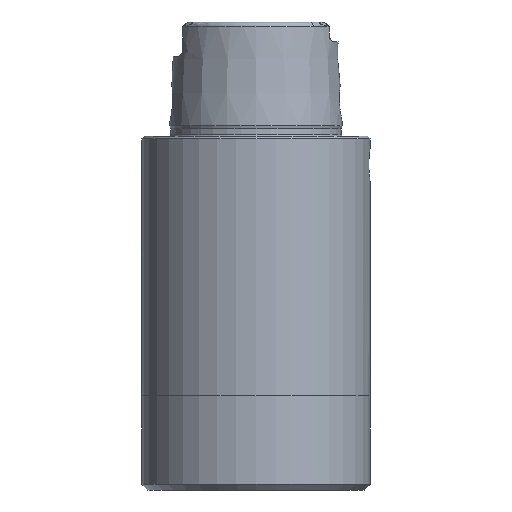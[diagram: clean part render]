
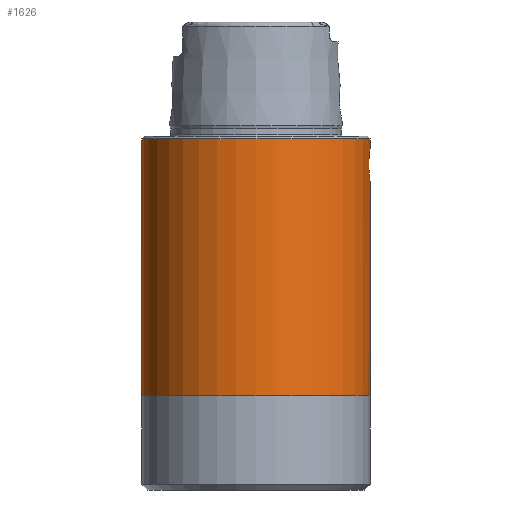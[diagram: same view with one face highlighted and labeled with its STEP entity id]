
A CAD part, left-side view. The second image highlights one B-rep face of the part: STEP entity #1626.
In plain terms, the highlighted cylindrical face has radius 20 mm (diameter 40 mm), a full revolution.
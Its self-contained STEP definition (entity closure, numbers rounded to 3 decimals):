
#68=CYLINDRICAL_SURFACE('',#1753,20.);
#119=B_SPLINE_CURVE_WITH_KNOTS('',3,(#2658,#2659,#2660,#2661,#2662,#2663,
#2664,#2665,#2666,#2667,#2668),.UNSPECIFIED.,.T.,.F.,(1,1,1,1,1,1,1,1,1,
1,1,1,1,1,1),(-0.007,-0.005,-0.002,
0.,0.002,0.005,0.007,0.009,
0.012,0.014,0.016,0.019,
0.021,0.023,0.026),.UNSPECIFIED.);
#120=B_SPLINE_CURVE_WITH_KNOTS('',3,(#2670,#2671,#2672,#2673,#2674,#2675,
#2676,#2677,#2678,#2679,#2680),.UNSPECIFIED.,.T.,.F.,(1,1,1,1,1,1,1,1,1,
1,1,1,1,1,1),(-0.002,-0.002,-0.001,
0.,0.001,0.002,0.002,
0.003,0.004,0.005,0.005,
0.006,0.007,0.008,0.008),
 .UNSPECIFIED.);
#416=ORIENTED_EDGE('',*,*,#619,.F.);
#417=ORIENTED_EDGE('',*,*,#620,.T.);
#418=ORIENTED_EDGE('',*,*,#621,.T.);
#419=ORIENTED_EDGE('',*,*,#622,.F.);
#619=EDGE_CURVE('',#727,#727,#792,.T.);
#620=EDGE_CURVE('',#728,#728,#119,.T.);
#621=EDGE_CURVE('',#729,#729,#120,.T.);
#622=EDGE_CURVE('',#730,#730,#793,.T.);
#727=VERTEX_POINT('',#2657);
#728=VERTEX_POINT('',#2669);
#729=VERTEX_POINT('',#2681);
#730=VERTEX_POINT('',#2683);
#792=CIRCLE('',#1754,20.);
#793=CIRCLE('',#1755,20.);
#878=EDGE_LOOP('',(#416));
#879=EDGE_LOOP('',(#417));
#880=EDGE_LOOP('',(#418));
#881=EDGE_LOOP('',(#419));
#988=FACE_BOUND('',#878,.T.);
#989=FACE_BOUND('',#879,.T.);
#990=FACE_BOUND('',#880,.T.);
#991=FACE_BOUND('',#881,.T.);
#1626=ADVANCED_FACE('',(#988,#989,#990,#991),#68,.T.);
#1753=AXIS2_PLACEMENT_3D('',#2655,#2031,#2032);
#1754=AXIS2_PLACEMENT_3D('',#2656,#2033,#2034);
#1755=AXIS2_PLACEMENT_3D('',#2682,#2035,#2036);
#2031=DIRECTION('',(0.,0.,1.));
#2032=DIRECTION('',(1.,0.,0.));
#2033=DIRECTION('',(0.,0.,1.));
#2034=DIRECTION('',(1.,0.,0.));
#2035=DIRECTION('',(0.,0.,-1.));
#2036=DIRECTION('',(1.,0.,0.));
#2655=CARTESIAN_POINT('',(0.,0.,60.));
#2656=CARTESIAN_POINT('',(0.,0.,-0.5));
#2657=CARTESIAN_POINT('',(20.,0.,-0.5));
#2658=CARTESIAN_POINT('',(-2.349,-19.888,-7.353));
#2659=CARTESIAN_POINT('',(-3.325,-19.717,-4.999));
#2660=CARTESIAN_POINT('',(-2.35,-19.888,-2.649));
#2661=CARTESIAN_POINT('',(-0.003,-20.056,-1.676));
#2662=CARTESIAN_POINT('',(2.351,-19.888,-2.648));
#2663=CARTESIAN_POINT('',(3.324,-19.717,-4.999));
#2664=CARTESIAN_POINT('',(2.353,-19.887,-7.348));
#2665=CARTESIAN_POINT('',(0.003,-20.056,-8.325));
#2666=CARTESIAN_POINT('',(-2.349,-19.888,-7.353));
#2667=CARTESIAN_POINT('',(-3.325,-19.717,-4.999));
#2668=CARTESIAN_POINT('',(-2.35,-19.888,-2.649));
#2669=CARTESIAN_POINT('',(-3.,-19.774,-5.));
#2670=CARTESIAN_POINT('',(0.287,20.003,-6.927));
#2671=CARTESIAN_POINT('',(-0.546,19.997,-7.045));
#2672=CARTESIAN_POINT('',(-1.025,19.974,-7.723));
#2673=CARTESIAN_POINT('',(-0.926,19.98,-8.538));
#2674=CARTESIAN_POINT('',(-0.287,20.003,-9.073));
#2675=CARTESIAN_POINT('',(0.545,19.997,-8.955));
#2676=CARTESIAN_POINT('',(1.024,19.974,-8.279));
#2677=CARTESIAN_POINT('',(0.926,19.98,-7.462));
#2678=CARTESIAN_POINT('',(0.287,20.003,-6.927));
#2679=CARTESIAN_POINT('',(-0.546,19.997,-7.045));
#2680=CARTESIAN_POINT('',(-1.025,19.974,-7.723));
#2681=CARTESIAN_POINT('',(-0.487,19.994,-7.138));
#2682=CARTESIAN_POINT('',(0.,0.,-45.5));
#2683=CARTESIAN_POINT('',(20.,0.,-45.5));
